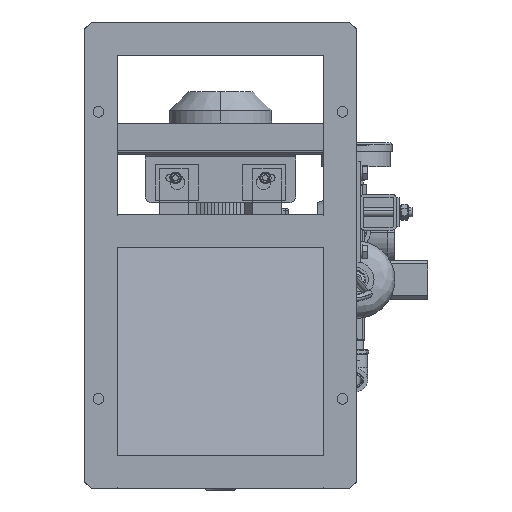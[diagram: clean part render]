
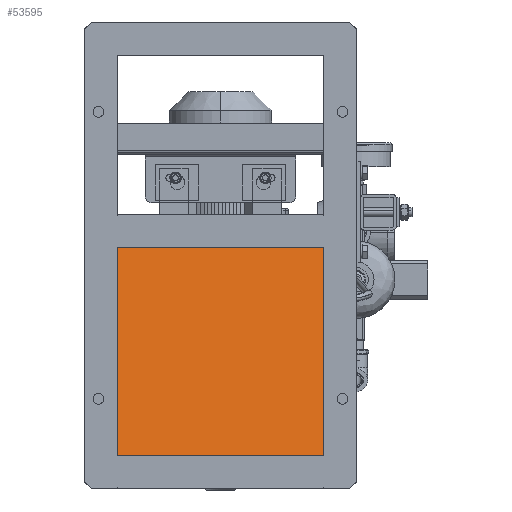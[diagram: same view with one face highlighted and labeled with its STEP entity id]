
A CAD part, front view. The second image highlights one B-rep face of the part: STEP entity #53595.
In plain terms, the highlighted planar face has unit normal (0, -0.985, 0.17).
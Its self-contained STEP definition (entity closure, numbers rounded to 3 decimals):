
#982 = EDGE_CURVE ( 'NONE', #54044, #16591, #105940, .T. ) ;
#985 = AXIS2_PLACEMENT_3D ( 'NONE', #70726, #79018, #79708 ) ;
#3065 = PLANE ( 'NONE',  #985 ) ;
#8995 = VERTEX_POINT ( 'NONE', #72891 ) ;
#11743 = VECTOR ( 'NONE', #68794, 1000. ) ;
#16591 = VERTEX_POINT ( 'NONE', #88134 ) ;
#16705 = DIRECTION ( 'NONE',  ( 0., -0.17, -0.985 ) ) ;
#20476 = CARTESIAN_POINT ( 'NONE',  ( 144., -252.985, -78.657 ) ) ;
#26079 = LINE ( 'NONE', #43358, #11743 ) ;
#32841 = VERTEX_POINT ( 'NONE', #62033 ) ;
#43358 = CARTESIAN_POINT ( 'NONE',  ( 144., -252.985, -78.657 ) ) ;
#51181 = ORIENTED_EDGE ( 'NONE', *, *, #70468, .T. ) ;
#53422 = ORIENTED_EDGE ( 'NONE', *, *, #982, .F. ) ;
#53516 = CARTESIAN_POINT ( 'NONE',  ( 144., -202.985, 211. ) ) ;
#53595 = ADVANCED_FACE ( 'NONE', ( #97511 ), #3065, .F. ) ;
#54044 = VERTEX_POINT ( 'NONE', #20476 ) ;
#62033 = CARTESIAN_POINT ( 'NONE',  ( 144., -202.985, 211. ) ) ;
#64500 = VECTOR ( 'NONE', #16705, 1000. ) ;
#65830 = VECTOR ( 'NONE', #92037, 1000. ) ;
#65848 = LINE ( 'NONE', #53516, #82617 ) ;
#67412 = CARTESIAN_POINT ( 'NONE',  ( 144., -252.985, -78.657 ) ) ;
#68794 = DIRECTION ( 'NONE',  ( 0., -0.17, -0.985 ) ) ;
#70147 = EDGE_CURVE ( 'NONE', #32841, #8995, #65848, .T. ) ;
#70468 = EDGE_CURVE ( 'NONE', #8995, #16591, #86534, .T. ) ;
#70726 = CARTESIAN_POINT ( 'NONE',  ( 144., -252.985, -78.657 ) ) ;
#72465 = ORIENTED_EDGE ( 'NONE', *, *, #75645, .F. ) ;
#72527 = EDGE_LOOP ( 'NONE', ( #75065, #51181, #53422, #72465 ) ) ;
#72891 = CARTESIAN_POINT ( 'NONE',  ( -144., -202.985, 211. ) ) ;
#75065 = ORIENTED_EDGE ( 'NONE', *, *, #70147, .T. ) ;
#75645 = EDGE_CURVE ( 'NONE', #32841, #54044, #26079, .T. ) ;
#79018 = DIRECTION ( 'NONE',  ( 0., 0.985, -0.17 ) ) ;
#79708 = DIRECTION ( 'NONE',  ( 0., 0.17, 0.985 ) ) ;
#82617 = VECTOR ( 'NONE', #103457, 1000. ) ;
#86534 = LINE ( 'NONE', #107367, #64500 ) ;
#88134 = CARTESIAN_POINT ( 'NONE',  ( -144., -252.985, -78.657 ) ) ;
#92037 = DIRECTION ( 'NONE',  ( -1., 0., 0. ) ) ;
#97511 = FACE_OUTER_BOUND ( 'NONE', #72527, .T. ) ;
#103457 = DIRECTION ( 'NONE',  ( -1., 0., 0. ) ) ;
#105940 = LINE ( 'NONE', #67412, #65830 ) ;
#107367 = CARTESIAN_POINT ( 'NONE',  ( -144., -252.985, -78.657 ) ) ;
